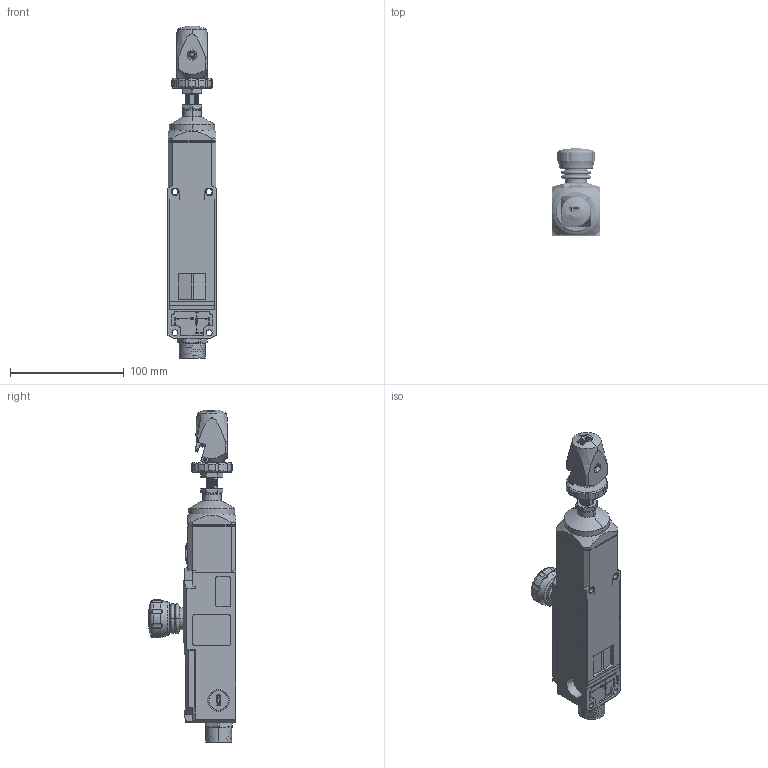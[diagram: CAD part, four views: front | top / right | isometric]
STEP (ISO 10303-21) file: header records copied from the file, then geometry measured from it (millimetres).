
FILE_DESCRIPTION((''),'2;1');
FILE_NAME('192600_ASM','2016-02-02T',('pdmadmin'),(''),'PRO/ENGINEER BY PARAMETRIC TECHNOLOGY CORPORATION, 2013230','PRO/ENGINEER BY PARAMETRIC TECHNOLOGY CORPORATION, 2013230','');
FILE_SCHEMA(('CONFIG_CONTROL_DESIGN'));
Length unit declared in the file: millimetre
Products named in the file (6): MANIFOLD_SOLID_BREP_269854; MANIFOLD_SOLID_BREP_273209; SR-NOT-AUS-BANNER_1_ASM; 14332---RP-LS42F-25LE_ASM; 65145; 192600_ASM
Assembly tree (5 placements, depth 4):
  192600_ASM
    14332---RP-LS42F-25LE_ASM
      SR-NOT-AUS-BANNER_1_ASM
        MANIFOLD_SOLID_BREP_269854
        MANIFOLD_SOLID_BREP_273209
    65145
Bounding box: 42.6 x 76.9 x 291.62 mm (x, y, z)
Volume: 213696.2 mm3; surface area: 142606.3 mm2
Topology: 3 solids, 3 shells, 4276 faces, 12689 edges, 8144 vertices
Faces by surface type: plane 2259, cylinder 911, bspline 467, torus 317, cone 192, sphere 124, extrusion 4, revolution 2
Entity records: 177407 total; most frequent: CARTESIAN_POINT 67658, ORIENTED_EDGE 25116, DIRECTION 20339, EDGE_CURVE 12558, VERTEX_POINT 8144, AXIS2_PLACEMENT_3D 6871, VECTOR 6595, LINE 6591
